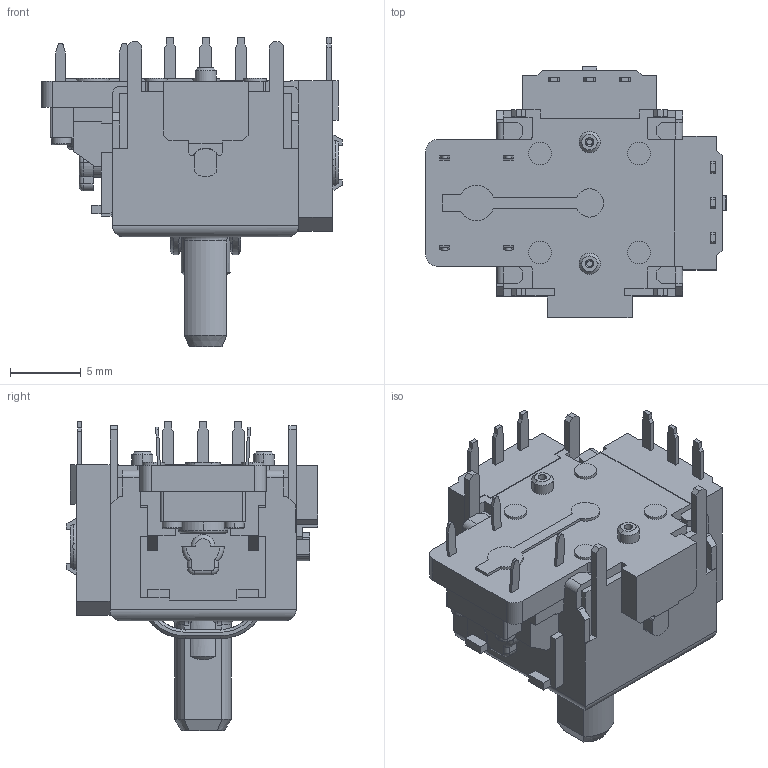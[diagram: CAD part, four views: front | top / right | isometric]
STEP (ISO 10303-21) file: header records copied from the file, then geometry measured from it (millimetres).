
FILE_DESCRIPTION(('FreeCAD Model'),'2;1');
FILE_NAME('ALPS_RKJXV1224.step' ,'2019-03-24T16:33:42',('Author'),(''), 'Open CASCADE STEP processor 7.2','FreeCAD','Unknown');
FILE_SCHEMA(('AUTOMOTIVE_DESIGN { 1 0 10303 214 1 1 1 1 }'));
Length unit declared in the file: millimetre
Products named in the file (1): RKJXV1224005
Bounding box: 21.27 x 17.79 x 21.85 mm (x, y, z)
Volume: 2693.6 mm3; surface area: 1678.7 mm2
Topology: 1 solids, 8 shells, 654 faces, 1725 edges, 1119 vertices
Faces by surface type: plane 431, cylinder 153, cone 31, torus 23, bspline 12, revolution 4
Entity records: 51310 total; most frequent: CARTESIAN_POINT 12321, DIRECTION 6377, LINE 4217, VECTOR 4217, ORIENTED_EDGE 3450, PCURVE 3450, DEFINITIONAL_REPRESENTATION 3450, EDGE_CURVE 1725
